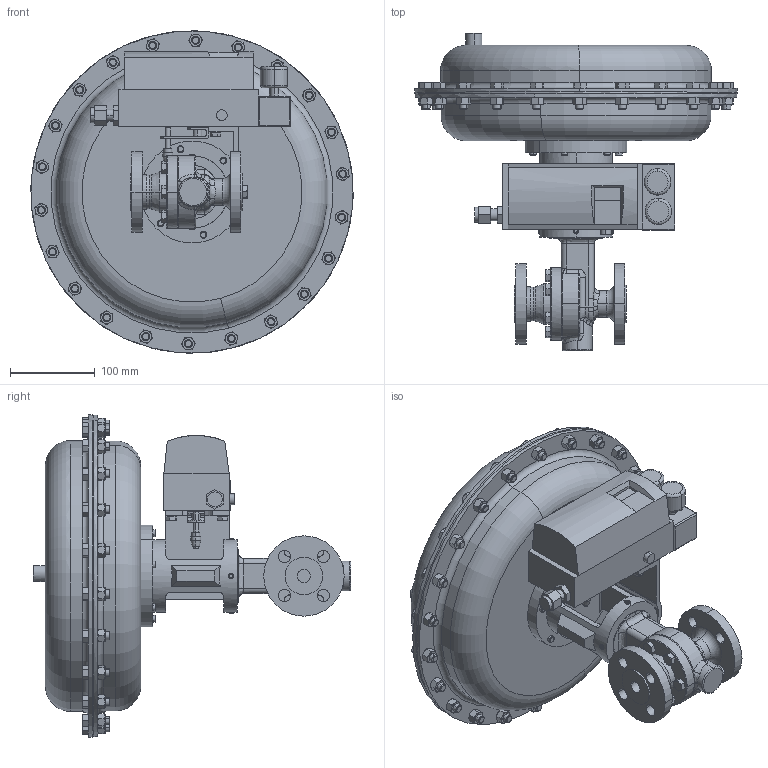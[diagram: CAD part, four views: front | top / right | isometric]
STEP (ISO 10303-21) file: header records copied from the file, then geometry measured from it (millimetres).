
FILE_DESCRIPTION (( 'STEP AP203' ), '1' );
FILE_NAME ('70SP-050-CS+S6-I7-85M-16IQ.STEP', '2017-09-11T13:26:26', ( '' ), ( '' ), 'SwSTEP 2.0', 'SolidWorks 2014', '' );
FILE_SCHEMA (( 'CONFIG_CONTROL_DESIGN' ));
Length unit declared in the file: inch
Products named in the file (1): 70SP-050-CS+S6-I7-85M-16IQ
Bounding box: 380.96 x 375.58 x 380.89 mm (x, y, z)
Volume: 11373043.3 mm3; surface area: 549919.6 mm2
Topology: 1 solids, 1 shells, 1368 faces, 3131 edges, 1875 vertices
Faces by surface type: plane 554, cone 514, cylinder 212, bspline 47, torus 37, sphere 4
Entity records: 44054 total; most frequent: CARTESIAN_POINT 14840, ORIENTED_EDGE 6250, DIRECTION 5713, EDGE_CURVE 3125, AXIS2_PLACEMENT_3D 2321, VERTEX_POINT 1875, EDGE_LOOP 1504, FACE_OUTER_BOUND 1368
